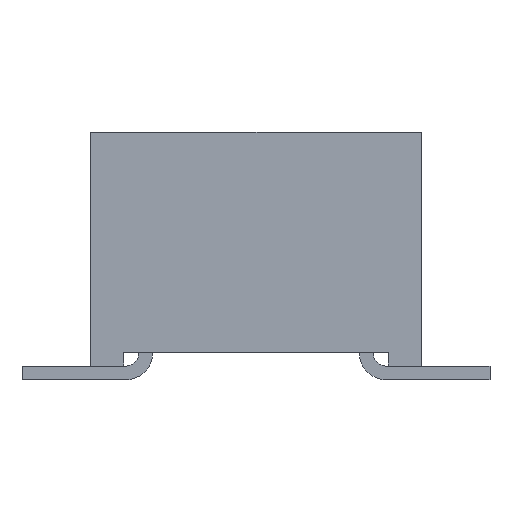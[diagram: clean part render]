
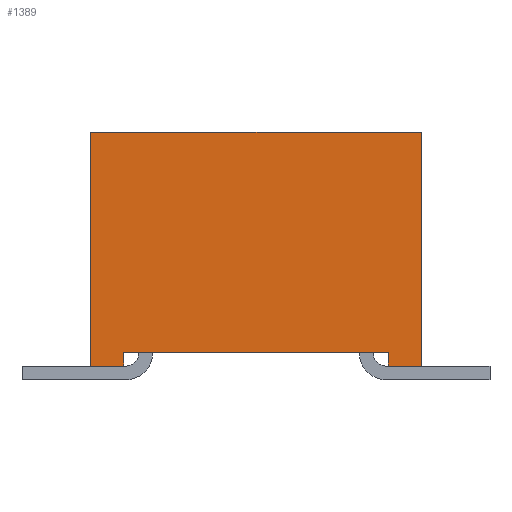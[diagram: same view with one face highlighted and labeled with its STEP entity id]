
A CAD part, left-side view. The second image highlights one B-rep face of the part: STEP entity #1389.
In plain terms, the highlighted planar face has unit normal (-1, 0, 0).
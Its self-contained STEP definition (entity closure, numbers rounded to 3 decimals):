
#1389 = ADVANCED_FACE('',(#1390),#1456,.F.);
#1390 = FACE_BOUND('',#1391,.T.);
#1391 = EDGE_LOOP('',(#1392,#1402,#1410,#1418,#1426,#1434,#1442,#1450));
#1392 = ORIENTED_EDGE('',*,*,#1393,.T.);
#1393 = EDGE_CURVE('',#1394,#1396,#1398,.T.);
#1394 = VERTEX_POINT('',#1395);
#1395 = CARTESIAN_POINT('',(-3.391,-1.219,0.277));
#1396 = VERTEX_POINT('',#1397);
#1397 = CARTESIAN_POINT('',(-3.391,-1.219,0.15));
#1398 = LINE('',#1399,#1400);
#1399 = CARTESIAN_POINT('',(-3.391,-1.219,0.277));
#1400 = VECTOR('',#1401,1.);
#1401 = DIRECTION('',(0.,0.,-1.));
#1402 = ORIENTED_EDGE('',*,*,#1403,.T.);
#1403 = EDGE_CURVE('',#1396,#1404,#1406,.T.);
#1404 = VERTEX_POINT('',#1405);
#1405 = CARTESIAN_POINT('',(-3.391,-1.524,0.15));
#1406 = LINE('',#1407,#1408);
#1407 = CARTESIAN_POINT('',(-3.391,1.524,0.15));
#1408 = VECTOR('',#1409,1.);
#1409 = DIRECTION('',(0.,-1.,0.));
#1410 = ORIENTED_EDGE('',*,*,#1411,.F.);
#1411 = EDGE_CURVE('',#1412,#1404,#1414,.T.);
#1412 = VERTEX_POINT('',#1413);
#1413 = CARTESIAN_POINT('',(-3.391,-1.524,2.309));
#1414 = LINE('',#1415,#1416);
#1415 = CARTESIAN_POINT('',(-3.391,-1.524,2.309));
#1416 = VECTOR('',#1417,1.);
#1417 = DIRECTION('',(0.,0.,-1.));
#1418 = ORIENTED_EDGE('',*,*,#1419,.F.);
#1419 = EDGE_CURVE('',#1420,#1412,#1422,.T.);
#1420 = VERTEX_POINT('',#1421);
#1421 = CARTESIAN_POINT('',(-3.391,1.524,2.309));
#1422 = LINE('',#1423,#1424);
#1423 = CARTESIAN_POINT('',(-3.391,1.524,2.309));
#1424 = VECTOR('',#1425,1.);
#1425 = DIRECTION('',(0.,-1.,0.));
#1426 = ORIENTED_EDGE('',*,*,#1427,.T.);
#1427 = EDGE_CURVE('',#1420,#1428,#1430,.T.);
#1428 = VERTEX_POINT('',#1429);
#1429 = CARTESIAN_POINT('',(-3.391,1.524,0.15));
#1430 = LINE('',#1431,#1432);
#1431 = CARTESIAN_POINT('',(-3.391,1.524,2.309));
#1432 = VECTOR('',#1433,1.);
#1433 = DIRECTION('',(0.,0.,-1.));
#1434 = ORIENTED_EDGE('',*,*,#1435,.T.);
#1435 = EDGE_CURVE('',#1428,#1436,#1438,.T.);
#1436 = VERTEX_POINT('',#1437);
#1437 = CARTESIAN_POINT('',(-3.391,1.219,0.15));
#1438 = LINE('',#1439,#1440);
#1439 = CARTESIAN_POINT('',(-3.391,1.524,0.15));
#1440 = VECTOR('',#1441,1.);
#1441 = DIRECTION('',(0.,-1.,0.));
#1442 = ORIENTED_EDGE('',*,*,#1443,.T.);
#1443 = EDGE_CURVE('',#1436,#1444,#1446,.T.);
#1444 = VERTEX_POINT('',#1445);
#1445 = CARTESIAN_POINT('',(-3.391,1.219,0.277));
#1446 = LINE('',#1447,#1448);
#1447 = CARTESIAN_POINT('',(-3.391,1.219,0.023));
#1448 = VECTOR('',#1449,1.);
#1449 = DIRECTION('',(0.,0.,1.));
#1450 = ORIENTED_EDGE('',*,*,#1451,.T.);
#1451 = EDGE_CURVE('',#1444,#1394,#1452,.T.);
#1452 = LINE('',#1453,#1454);
#1453 = CARTESIAN_POINT('',(-3.391,1.219,0.277));
#1454 = VECTOR('',#1455,1.);
#1455 = DIRECTION('',(0.,-1.,0.));
#1456 = PLANE('',#1457);
#1457 = AXIS2_PLACEMENT_3D('',#1458,#1459,#1460);
#1458 = CARTESIAN_POINT('',(-3.391,1.524,2.309));
#1459 = DIRECTION('',(1.,0.,0.));
#1460 = DIRECTION('',(0.,1.,0.));
